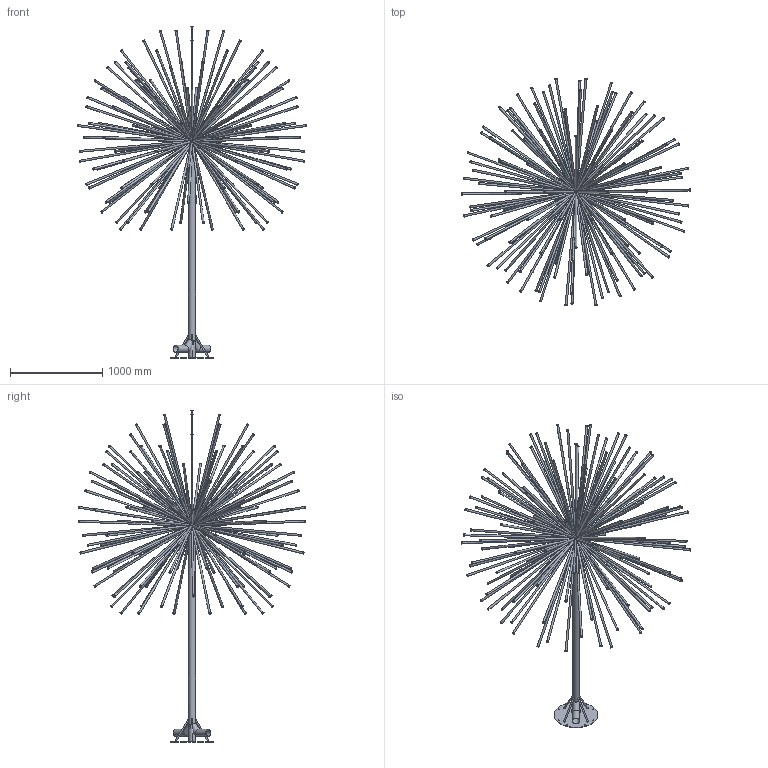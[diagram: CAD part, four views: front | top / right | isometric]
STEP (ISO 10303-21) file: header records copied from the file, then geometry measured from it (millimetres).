
FILE_DESCRIPTION(/* description */ (''),/* implementation_level */ '2;1');
FILE_NAME(/* name */ '51759_Water sphere 2500_127.stp',/* time_stamp */ '2015-06-29T09:31:20+02:00',/* author */ ('guzb562'),/* organization */ (''),/* preprocessor_version */ 'ST-DEVELOPER v15.6',/* originating_system */ 'Autodesk Inventor 2015',/* authorisation */ '');
FILE_SCHEMA (('AUTOMOTIVE_DESIGN { 1 0 10303 214 3 1 1 }'));
Length unit declared in the file: millimetre
Products named in the file (2): 51759_Water sphere 2500_127; 50899_Water hemisphere H 1500_73
Assembly tree (1 placements, depth 2):
  50899_Water hemisphere H 1500_73
    51759_Water sphere 2500_127
Bounding box: 2479.05 x 2464.25 x 3600 mm (x, y, z)
Volume: 65809114.2 mm3; surface area: 11059722 mm2
Topology: 1 solids, 1 shells, 1122 faces, 2147 edges, 1431 vertices
Faces by surface type: plane 508, cylinder 410, torus 125, bspline 78, sphere 1
Full cylindrical faces by diameter (mm): 9 x121, 10.5 x6, 12 x8, 17 x4, 21 x127, 25.5 x127, 73 x4, 76 x6, 475 x1
Entity records: 27190 total; most frequent: CARTESIAN_POINT 5854, DIRECTION 4337, ORIENTED_EDGE 2964, EDGE_LOOP 2081, AXIS2_PLACEMENT_3D 1976, EDGE_CURVE 1482, VERTEX_POINT 1297, ADVANCED_FACE 1122
